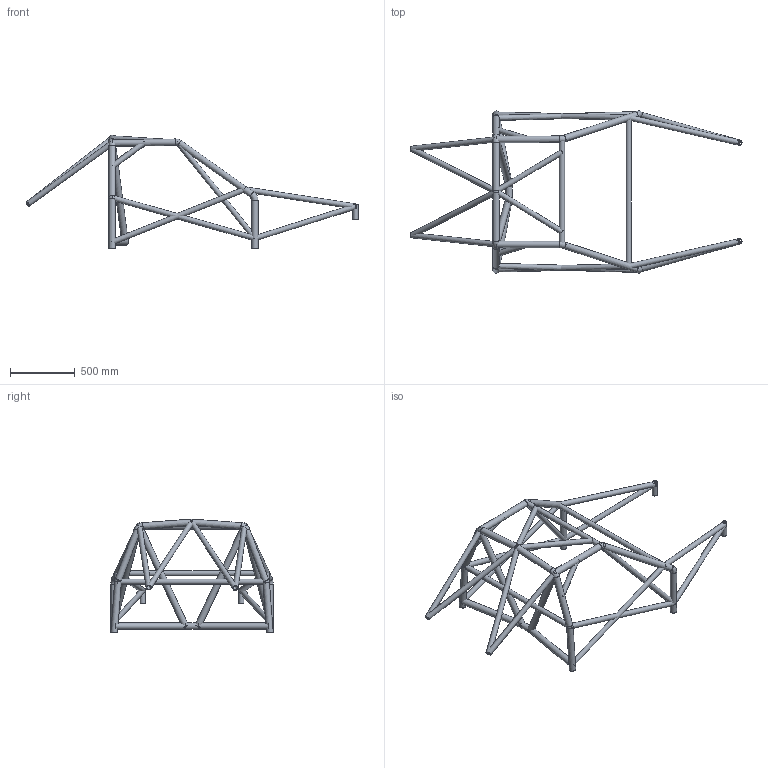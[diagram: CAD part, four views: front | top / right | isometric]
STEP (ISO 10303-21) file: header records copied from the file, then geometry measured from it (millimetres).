
FILE_DESCRIPTION(('Open CASCADE Model'),'2;1');
FILE_NAME('Open CASCADE Shape Model','2016-03-06T15:42:28',('Author'),( 'Open CASCADE'),'Open CASCADE STEP processor 6.7','Open CASCADE 6.7' ,'Unknown');
FILE_SCHEMA(('AUTOMOTIVE_DESIGN_CC2 { 1 2 10303 214 -1 1 5 4 }'));
Length unit declared in the file: millimetre
Products named in the file (30): Open CASCADE STEP translator 6.7 3; Open CASCADE STEP translator 6.7 3.1; Open CASCADE STEP translator 6.7 3.2; Open CASCADE STEP translator 6.7 3.3; Open CASCADE STEP translator 6.7 3.4; Open CASCADE STEP translator 6.7 3.5; Open CASCADE STEP translator 6.7 3.6; Open CASCADE STEP translator 6.7 3.7; Open CASCADE STEP translator 6.7 3.8; Open CASCADE STEP translator 6.7 3.9; Open CASCADE STEP translator 6.7 3.10; Open CASCADE STEP translator 6.7 3.11; Open CASCADE STEP translator 6.7 3.12; Open CASCADE STEP translator 6.7 3.13; Open CASCADE STEP translator 6.7 3.14; Open CASCADE STEP translator 6.7 3.15; Open CASCADE STEP translator 6.7 3.16; Open CASCADE STEP translator 6.7 3.17; Open CASCADE STEP translator 6.7 3.18; Open CASCADE STEP translator 6.7 3.19; Open CASCADE STEP translator 6.7 3.20; Open CASCADE STEP translator 6.7 3.21; Open CASCADE STEP translator 6.7 3.22; Open CASCADE STEP translator 6.7 3.23; Open CASCADE STEP translator 6.7 3.24; Open CASCADE STEP translator 6.7 3.25; Open CASCADE STEP translator 6.7 3.26; Open CASCADE STEP translator 6.7 3.27; Open CASCADE STEP translator 6.7 3.28; Open CASCADE STEP translator 6.7 3.29
Assembly tree (29 placements, depth 2):
  Open CASCADE STEP translator 6.7 3
    Open CASCADE STEP translator 6.7 3.1
    Open CASCADE STEP translator 6.7 3.2
    Open CASCADE STEP translator 6.7 3.3
    Open CASCADE STEP translator 6.7 3.4
    Open CASCADE STEP translator 6.7 3.5
    Open CASCADE STEP translator 6.7 3.6
    Open CASCADE STEP translator 6.7 3.7
    Open CASCADE STEP translator 6.7 3.8
    Open CASCADE STEP translator 6.7 3.9
    Open CASCADE STEP translator 6.7 3.10
    Open CASCADE STEP translator 6.7 3.11
    Open CASCADE STEP translator 6.7 3.12
    Open CASCADE STEP translator 6.7 3.13
    Open CASCADE STEP translator 6.7 3.14
    Open CASCADE STEP translator 6.7 3.15
    Open CASCADE STEP translator 6.7 3.16
    Open CASCADE STEP translator 6.7 3.17
    Open CASCADE STEP translator 6.7 3.18
    Open CASCADE STEP translator 6.7 3.19
    Open CASCADE STEP translator 6.7 3.20
    Open CASCADE STEP translator 6.7 3.21
    Open CASCADE STEP translator 6.7 3.22
    Open CASCADE STEP translator 6.7 3.23
    Open CASCADE STEP translator 6.7 3.24
    Open CASCADE STEP translator 6.7 3.25
    Open CASCADE STEP translator 6.7 3.26
    Open CASCADE STEP translator 6.7 3.27
    Open CASCADE STEP translator 6.7 3.28
    Open CASCADE STEP translator 6.7 3.29
Bounding box: 2558.63 x 1249.98 x 876.44 mm (x, y, z)
Volume: 7027276.5 mm3; surface area: 7041878.7 mm2
Topology: 29 solids, 29 shells, 160 faces, 262 edges, 160 vertices
Faces by surface type: plane 58, cylinder 58, torus 22, extrusion 22
Full cylindrical faces by diameter (mm): 36 x23, 40 x23, 46 x6, 50 x6
Entity records: 7870 total; most frequent: CARTESIAN_POINT 1714, DIRECTION 1152, ORIENTED_EDGE 524, PCURVE 524, DEFINITIONAL_REPRESENTATION 524, AXIS2_PLACEMENT_3D 372, VECTOR 364, LINE 342
